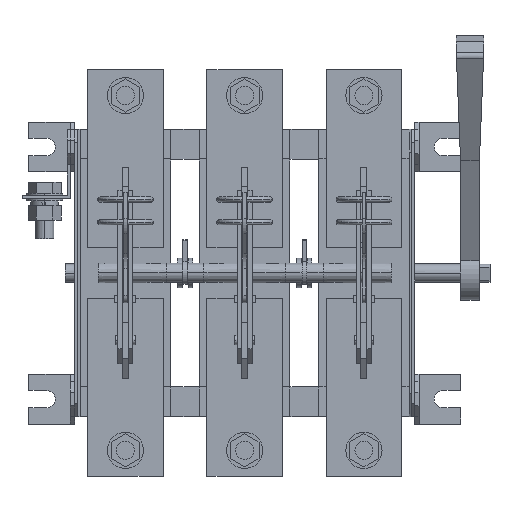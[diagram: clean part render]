
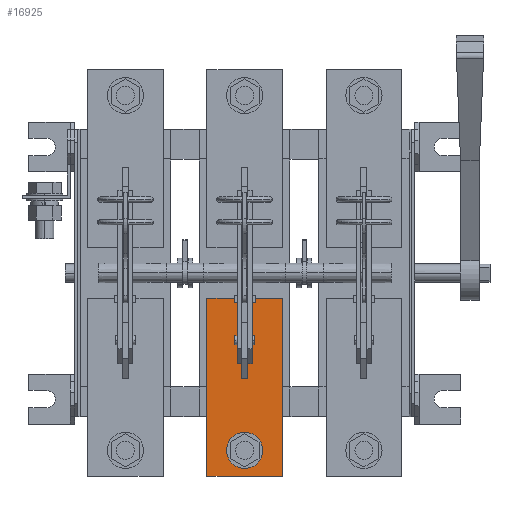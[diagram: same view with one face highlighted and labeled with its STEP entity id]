
A CAD part, top view. The second image highlights one B-rep face of the part: STEP entity #16925.
In plain terms, the highlighted planar face has unit normal (0, 0, 1).
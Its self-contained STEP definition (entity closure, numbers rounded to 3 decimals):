
#102 = EDGE_CURVE ( 'NONE', #12806, #18180, #24020, .T. ) ;
#146 = EDGE_CURVE ( 'NONE', #11467, #9984, #6597, .T. ) ;
#281 = EDGE_CURVE ( 'NONE', #3033, #29041, #2939, .T. ) ;
#285 = EDGE_CURVE ( 'NONE', #29041, #16758, #9894, .T. ) ;
#412 = EDGE_CURVE ( 'NONE', #12630, #16758, #17837, .T. ) ;
#465 = EDGE_CURVE ( 'NONE', #3033, #12630, #17176, .T. ) ;
#1111 = VECTOR ( 'NONE', #25104, 1000. ) ;
#1269 = VECTOR ( 'NONE', #18986, 1000. ) ;
#2076 = ORIENTED_EDGE ( 'NONE', *, *, #285, .T. ) ;
#2297 = CARTESIAN_POINT ( 'NONE',  ( -25., -134.75, 27.25 ) ) ;
#2939 = LINE ( 'NONE', #18887, #26423 ) ;
#3033 = VERTEX_POINT ( 'NONE', #28464 ) ;
#3241 = ORIENTED_EDGE ( 'NONE', *, *, #4532, .T. ) ;
#3466 = EDGE_CURVE ( 'NONE', #18180, #27891, #18341, .T. ) ;
#4014 = EDGE_CURVE ( 'NONE', #9984, #11467, #8627, .T. ) ;
#4228 = CARTESIAN_POINT ( 'NONE',  ( -7., -117.5, 27.25 ) ) ;
#4532 = EDGE_CURVE ( 'NONE', #27891, #13879, #28978, .T. ) ;
#4564 = AXIS2_PLACEMENT_3D ( 'NONE', #18976, #9825, #25543 ) ;
#5040 = DIRECTION ( 'NONE',  ( 0., -1., 0. ) ) ;
#5242 = DIRECTION ( 'NONE',  ( -1., 0., 0. ) ) ;
#5280 = DIRECTION ( 'NONE',  ( 0., 0., 1. ) ) ;
#5302 = CARTESIAN_POINT ( 'NONE',  ( 0., -117.5, 27.25 ) ) ;
#5381 = DIRECTION ( 'NONE',  ( 0., 1., 0. ) ) ;
#5491 = ORIENTED_EDGE ( 'NONE', *, *, #5492, .T. ) ;
#5492 = EDGE_CURVE ( 'NONE', #13879, #12806, #15858, .T. ) ;
#5599 = CARTESIAN_POINT ( 'NONE',  ( 25., -16.75, 27.25 ) ) ;
#5985 = AXIS2_PLACEMENT_3D ( 'NONE', #11637, #11432, #11238 ) ;
#6223 = VECTOR ( 'NONE', #22766, 1000. ) ;
#6597 = CIRCLE ( 'NONE', #5985, 7. ) ;
#7636 = CARTESIAN_POINT ( 'NONE',  ( 25., -134.75, 27.25 ) ) ;
#8627 = CIRCLE ( 'NONE', #11535, 7. ) ;
#9048 = ORIENTED_EDGE ( 'NONE', *, *, #102, .T. ) ;
#9782 = EDGE_LOOP ( 'NONE', ( #11017, #19625 ) ) ;
#9825 = DIRECTION ( 'NONE',  ( 0., 0., 1. ) ) ;
#9894 = LINE ( 'NONE', #25359, #14669 ) ;
#9984 = VERTEX_POINT ( 'NONE', #4228 ) ;
#10790 = ORIENTED_EDGE ( 'NONE', *, *, #412, .F. ) ;
#11017 = ORIENTED_EDGE ( 'NONE', *, *, #146, .F. ) ;
#11107 = CARTESIAN_POINT ( 'NONE',  ( 25., -16.75, 27.25 ) ) ;
#11238 = DIRECTION ( 'NONE',  ( -1., 0., 0. ) ) ;
#11432 = DIRECTION ( 'NONE',  ( 0., 0., 1. ) ) ;
#11467 = VERTEX_POINT ( 'NONE', #16836 ) ;
#11491 = CARTESIAN_POINT ( 'NONE',  ( -2., -70., 27.25 ) ) ;
#11535 = AXIS2_PLACEMENT_3D ( 'NONE', #5302, #5280, #5242 ) ;
#11637 = CARTESIAN_POINT ( 'NONE',  ( 0., -117.5, 27.25 ) ) ;
#11873 = FACE_BOUND ( 'NONE', #22253, .T. ) ;
#11913 = VECTOR ( 'NONE', #29329, 1000. ) ;
#12630 = VERTEX_POINT ( 'NONE', #28312 ) ;
#12806 = VERTEX_POINT ( 'NONE', #11107 ) ;
#13537 = CARTESIAN_POINT ( 'NONE',  ( 2., -70., 27.25 ) ) ;
#13879 = VERTEX_POINT ( 'NONE', #7636 ) ;
#14669 = VECTOR ( 'NONE', #23170, 1000. ) ;
#15858 = LINE ( 'NONE', #5599, #21708 ) ;
#16591 = CARTESIAN_POINT ( 'NONE',  ( -25., -16.75, 27.25 ) ) ;
#16758 = VERTEX_POINT ( 'NONE', #11491 ) ;
#16763 = PLANE ( 'NONE',  #4564 ) ;
#16836 = CARTESIAN_POINT ( 'NONE',  ( 7., -117.5, 27.25 ) ) ;
#16925 = ADVANCED_FACE ( 'NONE', ( #23793, #11873, #17961 ), #16763, .T. ) ;
#17176 = LINE ( 'NONE', #18581, #22267 ) ;
#17714 = ORIENTED_EDGE ( 'NONE', *, *, #465, .F. ) ;
#17837 = LINE ( 'NONE', #22681, #6223 ) ;
#17961 = FACE_OUTER_BOUND ( 'NONE', #20221, .T. ) ;
#18180 = VERTEX_POINT ( 'NONE', #16591 ) ;
#18341 = LINE ( 'NONE', #19047, #1269 ) ;
#18581 = CARTESIAN_POINT ( 'NONE',  ( 2., -20., 27.25 ) ) ;
#18887 = CARTESIAN_POINT ( 'NONE',  ( 2., 0., 27.25 ) ) ;
#18976 = CARTESIAN_POINT ( 'NONE',  ( 0., 0., 27.25 ) ) ;
#18986 = DIRECTION ( 'NONE',  ( 0., -1., 0. ) ) ;
#19047 = CARTESIAN_POINT ( 'NONE',  ( -25., -16.75, 27.25 ) ) ;
#19625 = ORIENTED_EDGE ( 'NONE', *, *, #4014, .F. ) ;
#20221 = EDGE_LOOP ( 'NONE', ( #27280, #3241, #5491, #9048 ) ) ;
#20573 = DIRECTION ( 'NONE',  ( -1., 0., 0. ) ) ;
#21708 = VECTOR ( 'NONE', #5381, 1000. ) ;
#22253 = EDGE_LOOP ( 'NONE', ( #26124, #2076, #10790, #17714 ) ) ;
#22267 = VECTOR ( 'NONE', #20573, 1000. ) ;
#22681 = CARTESIAN_POINT ( 'NONE',  ( -2., 0., 27.25 ) ) ;
#22766 = DIRECTION ( 'NONE',  ( 0., -1., 0. ) ) ;
#23170 = DIRECTION ( 'NONE',  ( -1., 0., 0. ) ) ;
#23793 = FACE_BOUND ( 'NONE', #9782, .T. ) ;
#24020 = LINE ( 'NONE', #26787, #1111 ) ;
#25104 = DIRECTION ( 'NONE',  ( -1., 0., 0. ) ) ;
#25359 = CARTESIAN_POINT ( 'NONE',  ( 2., -70., 27.25 ) ) ;
#25543 = DIRECTION ( 'NONE',  ( 1., 0., 0. ) ) ;
#26124 = ORIENTED_EDGE ( 'NONE', *, *, #281, .T. ) ;
#26423 = VECTOR ( 'NONE', #5040, 1000. ) ;
#26787 = CARTESIAN_POINT ( 'NONE',  ( -25., -16.75, 27.25 ) ) ;
#27280 = ORIENTED_EDGE ( 'NONE', *, *, #3466, .T. ) ;
#27891 = VERTEX_POINT ( 'NONE', #2297 ) ;
#28312 = CARTESIAN_POINT ( 'NONE',  ( -2., -20., 27.25 ) ) ;
#28464 = CARTESIAN_POINT ( 'NONE',  ( 2., -20., 27.25 ) ) ;
#28978 = LINE ( 'NONE', #29323, #11913 ) ;
#29041 = VERTEX_POINT ( 'NONE', #13537 ) ;
#29323 = CARTESIAN_POINT ( 'NONE',  ( -25., -134.75, 27.25 ) ) ;
#29329 = DIRECTION ( 'NONE',  ( 1., 0., 0. ) ) ;
